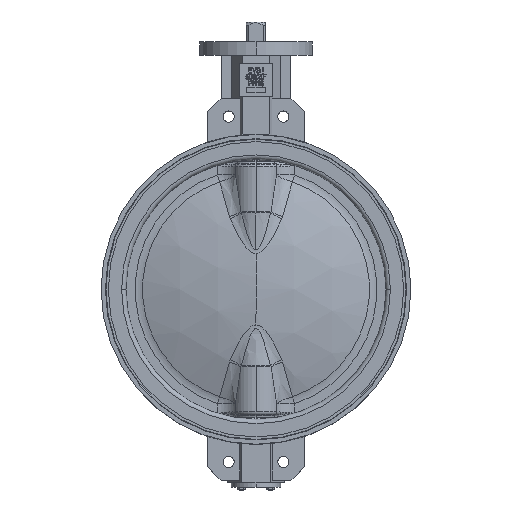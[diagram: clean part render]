
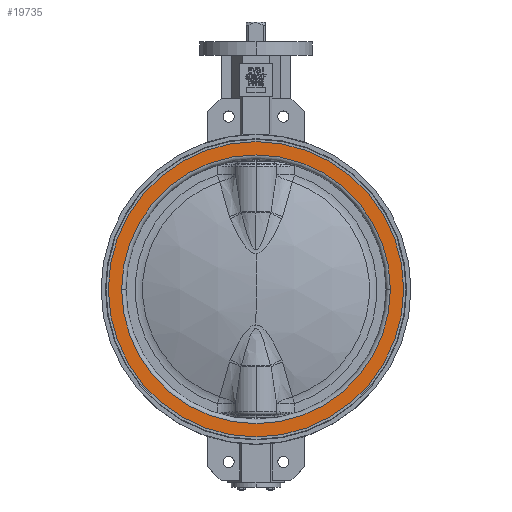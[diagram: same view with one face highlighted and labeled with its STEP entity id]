
A CAD part, top view. The second image highlights one B-rep face of the part: STEP entity #19735.
In plain terms, the highlighted planar face has unit normal (0, 0, 1).
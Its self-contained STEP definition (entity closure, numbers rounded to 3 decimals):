
#1130 = DIRECTION ( 'NONE',  ( 0., 0., 1. ) ) ;
#1193 = CARTESIAN_POINT ( 'NONE',  ( -249.8, 0., 65. ) ) ;
#2942 = CIRCLE ( 'NONE', #15494, 274.5 ) ;
#3227 = DIRECTION ( 'NONE',  ( 1., 0., 0. ) ) ;
#3507 = VERTEX_POINT ( 'NONE', #21500 ) ;
#3922 = EDGE_CURVE ( 'NONE', #6179, #3507, #2942, .T. ) ;
#3930 = DIRECTION ( 'NONE',  ( 1., 0., 0. ) ) ;
#4301 = EDGE_CURVE ( 'NONE', #3507, #6179, #4961, .T. ) ;
#4425 = AXIS2_PLACEMENT_3D ( 'NONE', #16466, #22320, #3930 ) ;
#4471 = CARTESIAN_POINT ( 'NONE',  ( 249.8, 0., 65. ) ) ;
#4961 = CIRCLE ( 'NONE', #4425, 274.5 ) ;
#6179 = VERTEX_POINT ( 'NONE', #14193 ) ;
#6519 = AXIS2_PLACEMENT_3D ( 'NONE', #15150, #7859, #13397 ) ;
#6707 = VERTEX_POINT ( 'NONE', #1193 ) ;
#7859 = DIRECTION ( 'NONE',  ( 0., 0., 1. ) ) ;
#8896 = AXIS2_PLACEMENT_3D ( 'NONE', #11818, #22966, #15347 ) ;
#10019 = EDGE_CURVE ( 'NONE', #6707, #15857, #19429, .T. ) ;
#11530 = EDGE_LOOP ( 'NONE', ( #15859, #19877 ) ) ;
#11818 = CARTESIAN_POINT ( 'NONE',  ( 0., 0., 65. ) ) ;
#13054 = DIRECTION ( 'NONE',  ( 0., 0., -1. ) ) ;
#13397 = DIRECTION ( 'NONE',  ( 1., 0., 0. ) ) ;
#14193 = CARTESIAN_POINT ( 'NONE',  ( 274.5, 0., 65. ) ) ;
#14413 = EDGE_LOOP ( 'NONE', ( #17870, #23190 ) ) ;
#14508 = AXIS2_PLACEMENT_3D ( 'NONE', #16724, #13054, #18640 ) ;
#15150 = CARTESIAN_POINT ( 'NONE',  ( 0., 0., 65. ) ) ;
#15347 = DIRECTION ( 'NONE',  ( 1., 0., 0. ) ) ;
#15494 = AXIS2_PLACEMENT_3D ( 'NONE', #21401, #1130, #3227 ) ;
#15857 = VERTEX_POINT ( 'NONE', #4471 ) ;
#15859 = ORIENTED_EDGE ( 'NONE', *, *, #3922, .T. ) ;
#16466 = CARTESIAN_POINT ( 'NONE',  ( 0., 0., 65. ) ) ;
#16724 = CARTESIAN_POINT ( 'NONE',  ( 0., 249.8, 65. ) ) ;
#17787 = CIRCLE ( 'NONE', #8896, 249.8 ) ;
#17870 = ORIENTED_EDGE ( 'NONE', *, *, #22356, .F. ) ;
#18411 = PLANE ( 'NONE',  #14508 ) ;
#18640 = DIRECTION ( 'NONE',  ( -1., 0., 0. ) ) ;
#19429 = CIRCLE ( 'NONE', #6519, 249.8 ) ;
#19735 = ADVANCED_FACE ( 'NONE', ( #19878, #21917 ), #18411, .F. ) ;
#19877 = ORIENTED_EDGE ( 'NONE', *, *, #4301, .T. ) ;
#19878 = FACE_BOUND ( 'NONE', #14413, .T. ) ;
#21401 = CARTESIAN_POINT ( 'NONE',  ( 0., 0., 65. ) ) ;
#21500 = CARTESIAN_POINT ( 'NONE',  ( -274.5, 0., 65. ) ) ;
#21917 = FACE_OUTER_BOUND ( 'NONE', #11530, .T. ) ;
#22320 = DIRECTION ( 'NONE',  ( 0., 0., 1. ) ) ;
#22356 = EDGE_CURVE ( 'NONE', #15857, #6707, #17787, .T. ) ;
#22966 = DIRECTION ( 'NONE',  ( 0., 0., 1. ) ) ;
#23190 = ORIENTED_EDGE ( 'NONE', *, *, #10019, .F. ) ;
